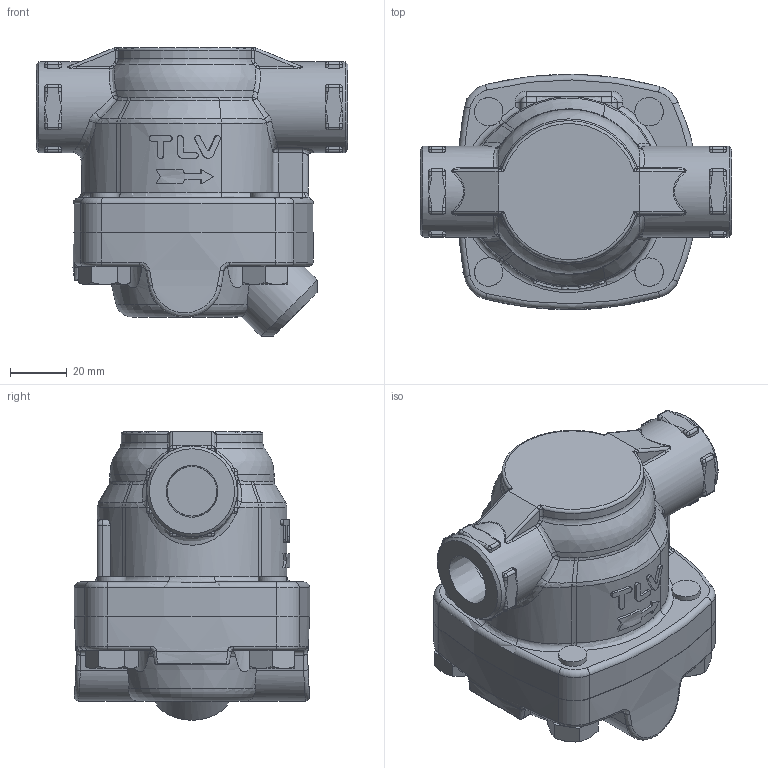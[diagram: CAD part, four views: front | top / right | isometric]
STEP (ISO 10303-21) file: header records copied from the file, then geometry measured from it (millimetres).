
FILE_DESCRIPTION((''),'2;1');
FILE_NAME('vs1ce-015-screw-00.stp','2012-04-19T11:05:49',('nakaot'),(''),'Autodesk Inventor 2012','Autodesk Inventor 2012','');
FILE_SCHEMA(('AUTOMOTIVE_DESIGN { 1 0 10303 214 1 1 1 1 }'));
Length unit declared in the file: millimetre
Products named in the file (1): vs1ce-015-screw-00
Bounding box: 110 x 83 x 101.77 mm (x, y, z)
Volume: 418775.9 mm3; surface area: 52392.3 mm2
Topology: 1 solids, 1 shells, 601 faces, 1476 edges, 850 vertices
Faces by surface type: cylinder 181, bspline 157, plane 150, torus 41, sphere 40, cone 32
Full cylindrical faces by diameter (mm): 10 x8, 11 x4, 17.475 x2, 28 x1, 32 x2
Entity records: 25750 total; most frequent: CARTESIAN_POINT 13216, ORIENTED_EDGE 2740, DIRECTION 2370, EDGE_CURVE 1370, AXIS2_PLACEMENT_3D 987, VERTEX_POINT 815, EDGE_LOOP 653, FACE_OUTER_BOUND 601
